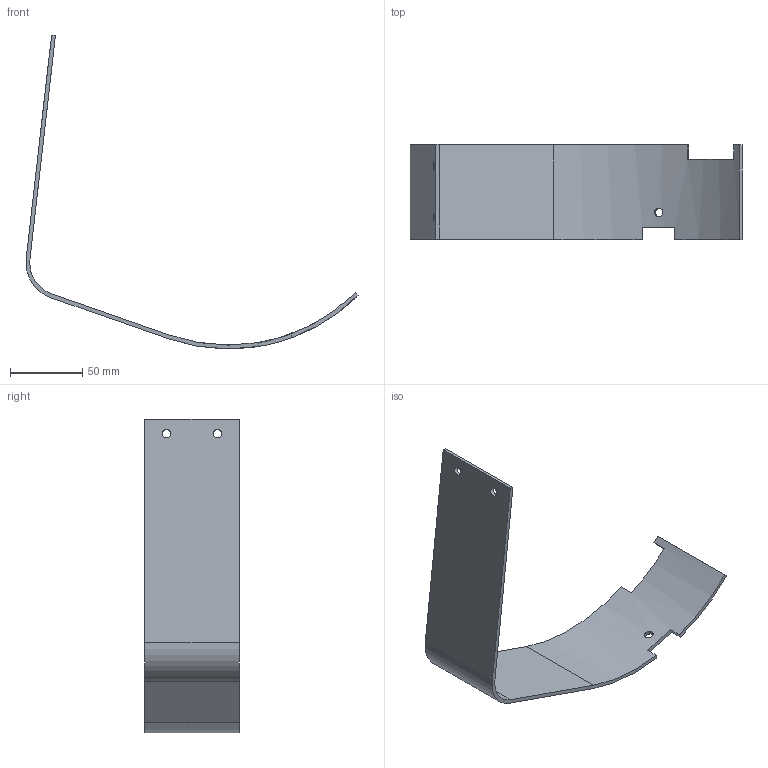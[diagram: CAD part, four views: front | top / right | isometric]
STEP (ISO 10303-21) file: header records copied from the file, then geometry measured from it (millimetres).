
FILE_DESCRIPTION(('CATIA V5 STEP Exchange'),'2;1');
FILE_NAME('Chainwheel Tender.stp','2019-03-17T04:37:06+00:00',('none'),('none'),'CATIA Version 5 Release 20 GA (IN-10)','CATIA V5 STEP AP203','none');
FILE_SCHEMA(('CONFIG_CONTROL_DESIGN'));
Length unit declared in the file: millimetre
Products named in the file (1): Part668
Bounding box: 229.13 x 65.39 x 216.64 mm (x, y, z)
Volume: 70195.5 mm3; surface area: 55578.6 mm2
Topology: 1 solids, 1 shells, 26 faces, 72 edges, 48 vertices
Faces by surface type: plane 16, cylinder 10
Entity records: 881 total; most frequent: CARTESIAN_POINT 186, ORIENTED_EDGE 144, DIRECTION 110, EDGE_CURVE 72, VERTEX_POINT 48, AXIS2_PLACEMENT_3D 46, VECTOR 44, LINE 44
